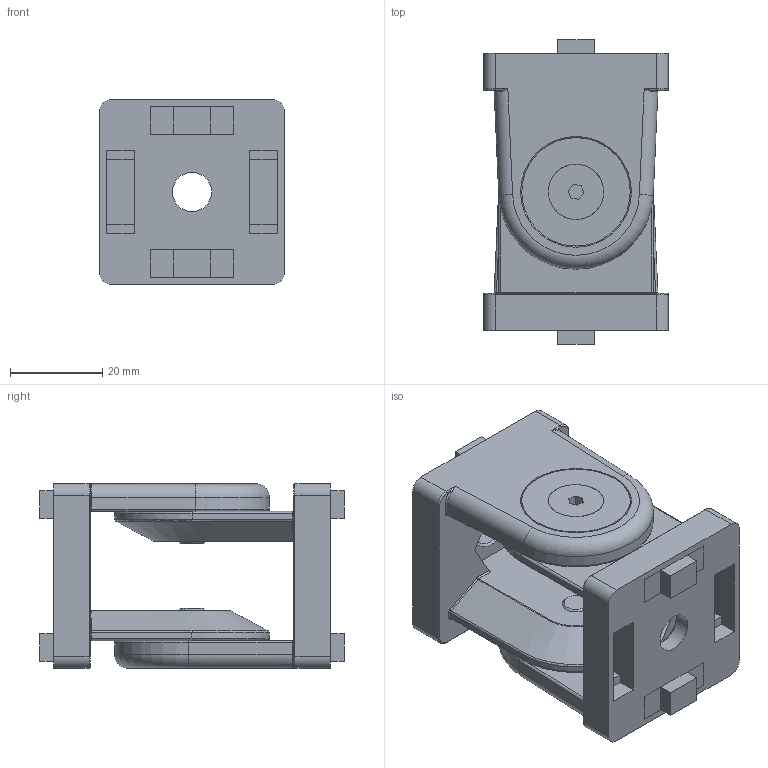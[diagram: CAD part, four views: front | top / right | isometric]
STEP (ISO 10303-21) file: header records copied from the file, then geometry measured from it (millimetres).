
FILE_DESCRIPTION((''),'2;1');
FILE_NAME('AR3560.stp','2021-04-12T10:25:37',('arma01'),(''),'Autodesk Inventor 2013','Autodesk Inventor 2013','');
FILE_SCHEMA(('AUTOMOTIVE_DESIGN { 1 0 10303 214 1 1 1 1 }'));
Length unit declared in the file: millimetre
Products named in the file (6): AR3560; AR3421; AR3560 III; AR3420 I; AR3560 VI; AR3560 VI_MIR
Assembly tree (10 placements, depth 2):
  AR3560
    AR3421  x2
    AR3560 III  x4
    AR3420 I  x2
    AR3560 VI
    AR3560 VI_MIR
Bounding box: 40 x 66 x 40 mm (x, y, z)
Volume: 46961.9 mm3; surface area: 27284 mm2
Topology: 10 solids, 10 shells, 322 faces, 784 edges, 490 vertices
Faces by surface type: plane 188, cylinder 68, bspline 34, torus 20, cone 12
Full cylindrical faces by diameter (mm): 4.917 x2, 6 x4, 8.5 x2, 12 x4, 13 x2, 23.5 x2, 24 x2
Entity records: 5147 total; most frequent: CARTESIAN_POINT 1486, DIRECTION 721, ORIENTED_EDGE 684, EDGE_CURVE 342, AXIS2_PLACEMENT_3D 250, VERTEX_POINT 225, VECTOR 221, LINE 221
